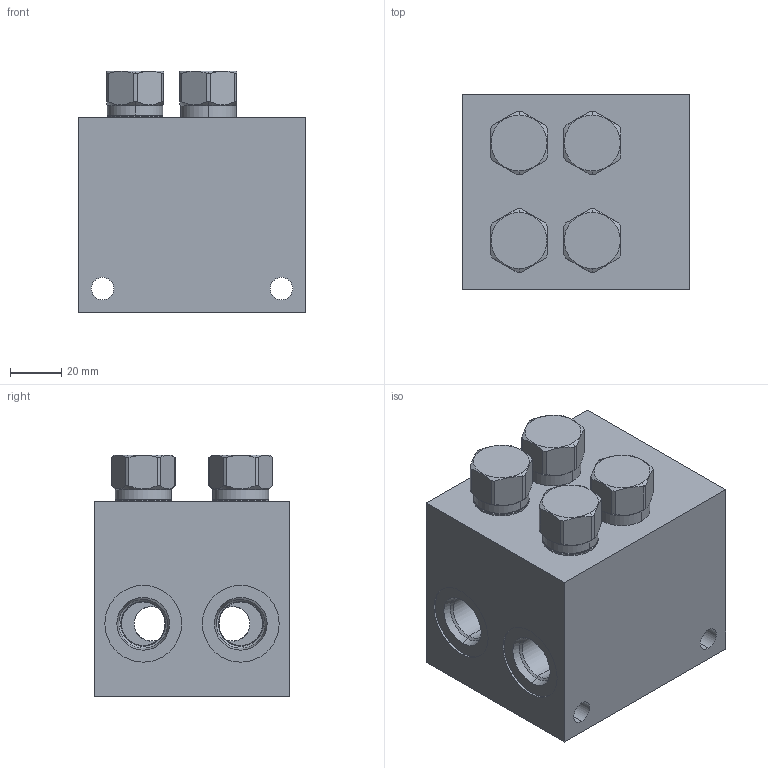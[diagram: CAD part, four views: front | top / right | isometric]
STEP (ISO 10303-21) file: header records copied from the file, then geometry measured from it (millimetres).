
FILE_DESCRIPTION((''),'2;1');
FILE_NAME('EPJ_ASM','2019-07-30T',('ProEService'),(''),'PRO/ENGINEER BY PARAMETRIC TECHNOLOGY CORPORATION, 2014200','PRO/ENGINEER BY PARAMETRIC TECHNOLOGY CORPORATION, 2014200','');
FILE_SCHEMA(('CONFIG_CONTROL_DESIGN'));
Length unit declared in the file: inch
Products named in the file (4): 150-835-003; CXCDXAN; CXDAXAN; EPJ_ASM
Assembly tree (5 placements, depth 2):
  EPJ_ASM
    150-835-003
    CXCDXAN  x2
    CXDAXAN  x2
Bounding box: 88.9 x 76.2 x 94.46 mm (x, y, z)
Volume: 449821.6 mm3; surface area: 89779.9 mm2
Topology: 9 solids, 11 shells, 1263 faces, 3568 edges, 2525 vertices
Faces by surface type: cylinder 578, cone 266, plane 239, torus 120, bspline 36, revolution 24
Entity records: 30479 total; most frequent: CARTESIAN_POINT 10862, DIRECTION 4075, ORIENTED_EDGE 3716, EDGE_CURVE 1858, AXIS2_PLACEMENT_3D 1553, VERTEX_POINT 1158, VECTOR 957, LINE 957
